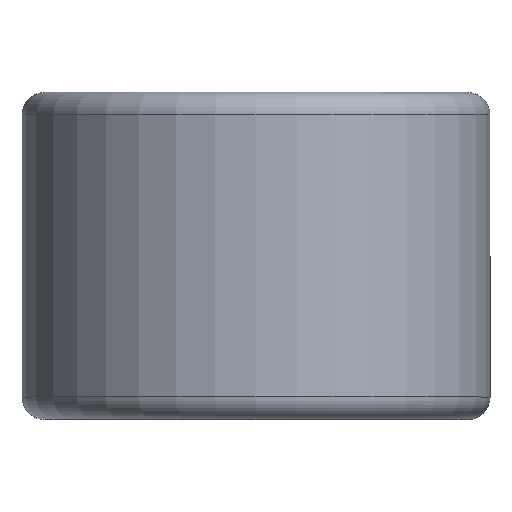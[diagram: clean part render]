
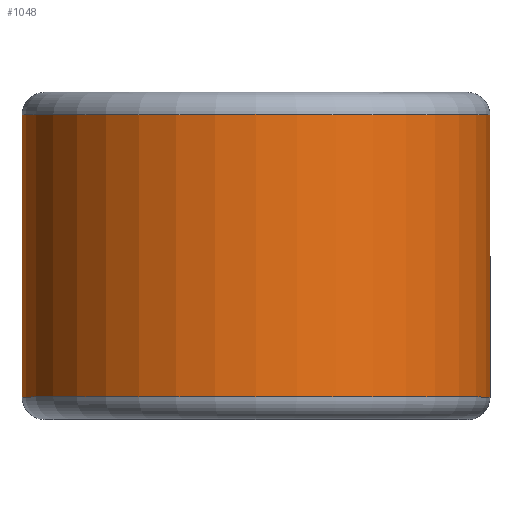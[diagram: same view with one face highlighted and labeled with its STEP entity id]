
A CAD part, top view. The second image highlights one B-rep face of the part: STEP entity #1048.
In plain terms, the highlighted cylindrical face has radius 7.95 mm (diameter 15.9 mm), a partial arc.
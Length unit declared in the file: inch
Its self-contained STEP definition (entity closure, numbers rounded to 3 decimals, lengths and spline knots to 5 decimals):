
#95 = CARTESIAN_POINT ( 'NONE',  ( 0., 0.18875, -0.313 ) ) ;
#96 = LINE ( 'NONE', #2087, #1641 ) ;
#112 = CARTESIAN_POINT ( 'NONE',  ( 0., 0.18875, 0. ) ) ;
#244 = ORIENTED_EDGE ( 'NONE', *, *, #587, .F. ) ;
#249 = EDGE_CURVE ( 'NONE', #1871, #983, #1556, .T. ) ;
#273 = DIRECTION ( 'NONE',  ( 0., 0., -1. ) ) ;
#431 = DIRECTION ( 'NONE',  ( 0., 1., 0. ) ) ;
#496 = ORIENTED_EDGE ( 'NONE', *, *, #249, .F. ) ;
#527 = AXIS2_PLACEMENT_3D ( 'NONE', #1811, #690, #1425 ) ;
#587 = EDGE_CURVE ( 'NONE', #1038, #1871, #1562, .T. ) ;
#646 = DIRECTION ( 'NONE',  ( 0., 1., 0. ) ) ;
#690 = DIRECTION ( 'NONE',  ( 0., -1., 0. ) ) ;
#707 = CARTESIAN_POINT ( 'NONE',  ( 0.313, -0.18875, 0. ) ) ;
#839 = CARTESIAN_POINT ( 'NONE',  ( 0.313, 0.18875, 0. ) ) ;
#872 = CIRCLE ( 'NONE', #1172, 0.313 ) ;
#898 = FACE_OUTER_BOUND ( 'NONE', #1083, .T. ) ;
#983 = VERTEX_POINT ( 'NONE', #1937 ) ;
#1038 = VERTEX_POINT ( 'NONE', #707 ) ;
#1048 = ADVANCED_FACE ( 'NONE', ( #898 ), #2223, .T. ) ;
#1083 = EDGE_LOOP ( 'NONE', ( #1770, #1444, #496, #244 ) ) ;
#1104 = DIRECTION ( 'NONE',  ( 0., -1., 0. ) ) ;
#1172 = AXIS2_PLACEMENT_3D ( 'NONE', #112, #2122, #273 ) ;
#1403 = VECTOR ( 'NONE', #646, 39.37008 ) ;
#1421 = EDGE_CURVE ( 'NONE', #2132, #983, #872, .T. ) ;
#1425 = DIRECTION ( 'NONE',  ( 0., 0., -1. ) ) ;
#1444 = ORIENTED_EDGE ( 'NONE', *, *, #1421, .T. ) ;
#1489 = CARTESIAN_POINT ( 'NONE',  ( 0., -0.18875, -0.313 ) ) ;
#1556 = LINE ( 'NONE', #95, #1403 ) ;
#1562 = CIRCLE ( 'NONE', #527, 0.313 ) ;
#1641 = VECTOR ( 'NONE', #431, 39.37008 ) ;
#1770 = ORIENTED_EDGE ( 'NONE', *, *, #2090, .T. ) ;
#1811 = CARTESIAN_POINT ( 'NONE',  ( 0., -0.18875, 0. ) ) ;
#1830 = AXIS2_PLACEMENT_3D ( 'NONE', #2202, #1104, #2073 ) ;
#1871 = VERTEX_POINT ( 'NONE', #1489 ) ;
#1937 = CARTESIAN_POINT ( 'NONE',  ( 0., 0.18875, -0.313 ) ) ;
#2073 = DIRECTION ( 'NONE',  ( 0., 0., -1. ) ) ;
#2087 = CARTESIAN_POINT ( 'NONE',  ( 0.313, 0.18875, 0. ) ) ;
#2090 = EDGE_CURVE ( 'NONE', #1038, #2132, #96, .T. ) ;
#2122 = DIRECTION ( 'NONE',  ( 0., -1., 0. ) ) ;
#2132 = VERTEX_POINT ( 'NONE', #839 ) ;
#2202 = CARTESIAN_POINT ( 'NONE',  ( 0., 0.1875, 0. ) ) ;
#2223 = CYLINDRICAL_SURFACE ( 'NONE', #1830, 0.313 ) ;
